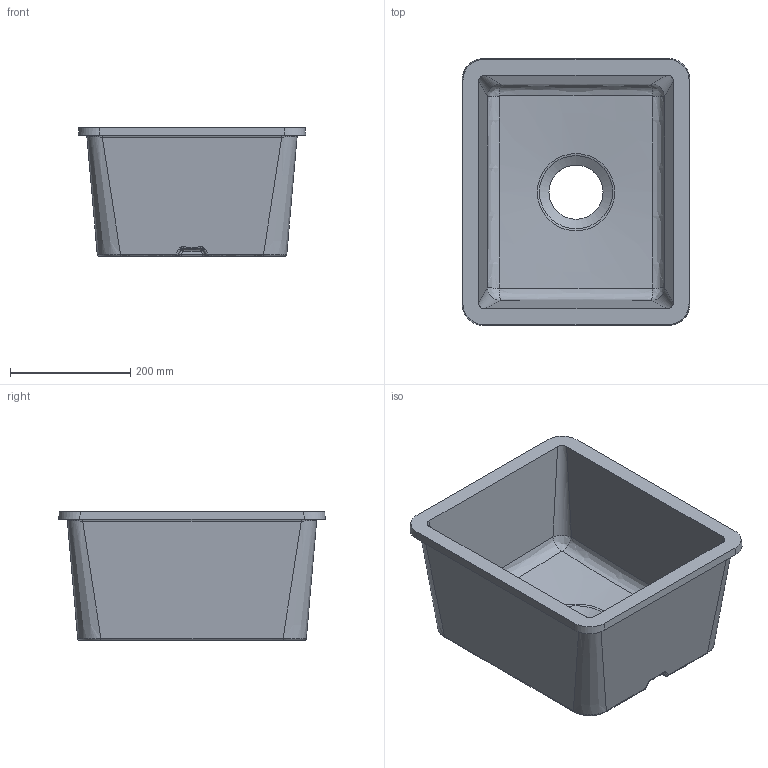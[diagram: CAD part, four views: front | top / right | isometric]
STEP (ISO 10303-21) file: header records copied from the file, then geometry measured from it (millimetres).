
FILE_DESCRIPTION(/* description */ (''),/* implementation_level */ '2;1');
FILE_NAME(/* name */ 'Spuele_3324_Subway_45.stp',/* time_stamp */ '2019-02-27T07:45:09+01:00',/* author */ (''),/* organization */ (''),/* preprocessor_version */ 'ST-DEVELOPER v16',/* originating_system */ 'SIEMENS PLM Software NX 10.0',/* authorisation */ '');
FILE_SCHEMA (('AUTOMOTIVE_DESIGN { 1 0 10303 214 3 1 1 1 }'));
Length unit declared in the file: millimetre
Products named in the file (1): Sier2248772Cklol
Bounding box: 377.97 x 442.97 x 214 mm (x, y, z)
Volume: 6862116.3 mm3; surface area: 812761.2 mm2
Topology: 1 solids, 1 shells, 85 faces, 212 edges, 124 vertices
Faces by surface type: bspline 58, plane 14, cylinder 10, cone 2, torus 1
Full cylindrical faces by diameter (mm): 90 x1
Entity records: 5864 total; most frequent: CARTESIAN_POINT 4348, ORIENTED_EDGE 400, EDGE_CURVE 200, DIRECTION 172, VERTEX_POINT 122, B_SPLINE_CURVE_WITH_KNOTS 110, EDGE_LOOP 92, ADVANCED_FACE 85
